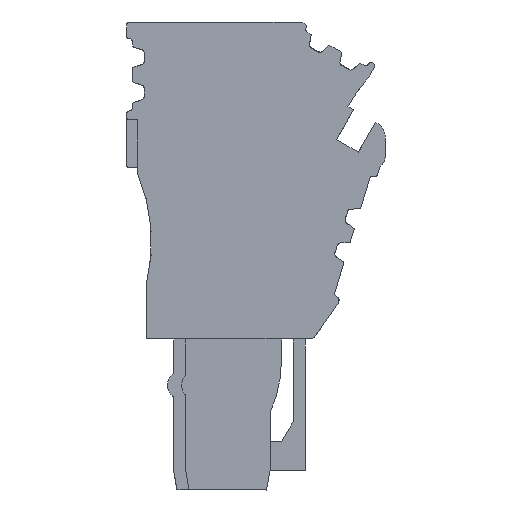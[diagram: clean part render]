
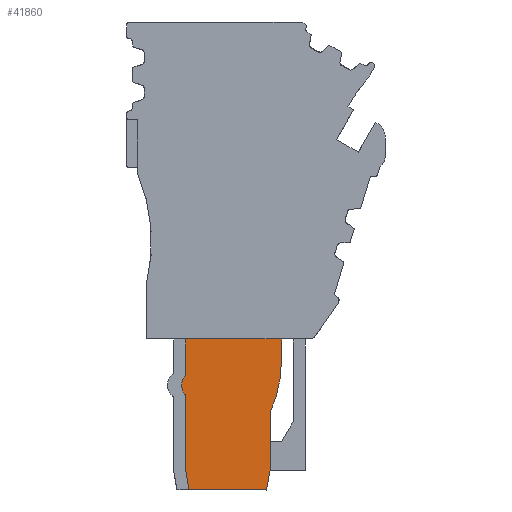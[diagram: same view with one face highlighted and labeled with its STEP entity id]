
A CAD part, left-side view. The second image highlights one B-rep face of the part: STEP entity #41860.
In plain terms, the highlighted planar face has unit normal (-1, 0, 0).
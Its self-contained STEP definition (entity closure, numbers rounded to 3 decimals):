
#41783=AXIS2_PLACEMENT_3D('Plane Axis2P3D',#41780,#41781,#41782) ;
#41801=AXIS2_PLACEMENT_3D('Circle Axis2P3D',#41799,#41800,$) ;
#41829=AXIS2_PLACEMENT_3D('Circle Axis2P3D',#41827,#41828,$) ;
#41836=AXIS2_PLACEMENT_3D('Circle Axis2P3D',#41834,#41835,$) ;
#41843=AXIS2_PLACEMENT_3D('Circle Axis2P3D',#41841,#41842,$) ;
#41525=CARTESIAN_POINT('Line Origine',(0.7,13.728,0.)) ;
#41529=CARTESIAN_POINT('Vertex',(0.7,10.35,0.)) ;
#41531=CARTESIAN_POINT('Vertex',(0.7,17.106,0.)) ;
#41598=CARTESIAN_POINT('Vertex',(0.7,10.05,1.701)) ;
#41601=CARTESIAN_POINT('Line Origine',(0.7,10.2,0.851)) ;
#41765=CARTESIAN_POINT('Vertex',(0.7,17.4,1.666)) ;
#41768=CARTESIAN_POINT('Line Origine',(0.7,17.253,0.833)) ;
#41780=CARTESIAN_POINT('Axis2P3D Location',(0.7,14.1,-0.25)) ;
#41785=CARTESIAN_POINT('Line Origine',(0.7,17.4,4.914)) ;
#41789=CARTESIAN_POINT('Vertex',(0.7,17.4,8.162)) ;
#41792=CARTESIAN_POINT('Line Origine',(0.7,10.05,4.228)) ;
#41796=CARTESIAN_POINT('Vertex',(0.7,10.05,6.755)) ;
#41799=CARTESIAN_POINT('Axis2P3D Location',(0.7,20.05,11.337)) ;
#41803=CARTESIAN_POINT('Vertex',(0.7,9.05,11.337)) ;
#41806=CARTESIAN_POINT('Line Origine',(0.7,9.05,12.244)) ;
#41810=CARTESIAN_POINT('Vertex',(0.7,9.05,13.15)) ;
#41813=CARTESIAN_POINT('Line Origine',(0.7,13.225,13.15)) ;
#41817=CARTESIAN_POINT('Vertex',(0.7,17.4,13.15)) ;
#41820=CARTESIAN_POINT('Line Origine',(0.7,17.4,11.619)) ;
#41824=CARTESIAN_POINT('Vertex',(0.7,17.4,10.088)) ;
#41827=CARTESIAN_POINT('Axis2P3D Location',(0.7,17.7,10.088)) ;
#41831=CARTESIAN_POINT('Vertex',(0.7,17.47,9.895)) ;
#41834=CARTESIAN_POINT('Axis2P3D Location',(0.7,16.55,9.125)) ;
#41838=CARTESIAN_POINT('Vertex',(0.7,17.47,8.355)) ;
#41841=CARTESIAN_POINT('Axis2P3D Location',(0.7,17.7,8.162)) ;
#41526=DIRECTION('Vector Direction',(0.,1.,0.)) ;
#41602=DIRECTION('Vector Direction',(0.,0.174,-0.985)) ;
#41769=DIRECTION('Vector Direction',(0.,0.174,0.985)) ;
#41781=DIRECTION('Axis2P3D Direction',(-1.,0.,0.)) ;
#41782=DIRECTION('Axis2P3D XDirection',(0.,1.,0.)) ;
#41786=DIRECTION('Vector Direction',(0.,0.,-1.)) ;
#41793=DIRECTION('Vector Direction',(0.,0.,-1.)) ;
#41800=DIRECTION('Axis2P3D Direction',(-1.,0.,0.)) ;
#41807=DIRECTION('Vector Direction',(0.,0.,-1.)) ;
#41814=DIRECTION('Vector Direction',(0.,-1.,0.)) ;
#41821=DIRECTION('Vector Direction',(0.,0.,-1.)) ;
#41828=DIRECTION('Axis2P3D Direction',(-1.,0.,0.)) ;
#41835=DIRECTION('Axis2P3D Direction',(-1.,0.,0.)) ;
#41842=DIRECTION('Axis2P3D Direction',(-1.,0.,0.)) ;
#41527=VECTOR('Line Direction',#41526,1.) ;
#41603=VECTOR('Line Direction',#41602,1.) ;
#41770=VECTOR('Line Direction',#41769,1.) ;
#41787=VECTOR('Line Direction',#41786,1.) ;
#41794=VECTOR('Line Direction',#41793,1.) ;
#41808=VECTOR('Line Direction',#41807,1.) ;
#41815=VECTOR('Line Direction',#41814,1.) ;
#41822=VECTOR('Line Direction',#41821,1.) ;
#41847=ORIENTED_EDGE('',*,*,#41791,.T.) ;
#41848=ORIENTED_EDGE('',*,*,#41772,.F.) ;
#41849=ORIENTED_EDGE('',*,*,#41533,.F.) ;
#41850=ORIENTED_EDGE('',*,*,#41605,.F.) ;
#41851=ORIENTED_EDGE('',*,*,#41798,.F.) ;
#41852=ORIENTED_EDGE('',*,*,#41805,.F.) ;
#41853=ORIENTED_EDGE('',*,*,#41812,.F.) ;
#41854=ORIENTED_EDGE('',*,*,#41819,.F.) ;
#41855=ORIENTED_EDGE('',*,*,#41826,.T.) ;
#41856=ORIENTED_EDGE('',*,*,#41833,.T.) ;
#41857=ORIENTED_EDGE('',*,*,#41840,.F.) ;
#41858=ORIENTED_EDGE('',*,*,#41845,.T.) ;
#41860=ADVANCED_FACE('BA ZP2.5/1AN/QV  (Startscheibe).1\\STGH ZP2.5/1AN/QV (Startscheibe WeiCos 2.5).1\\Ergebnis von  Ergebnis von  K\X2\00F6\X0\rper.20 Grundkoerper 1AN QV WeiCos 2.5mm\X2\00B2\X0\',(#41859),#41784,.T.) ;
#41802=CIRCLE('generated circle',#41801,11.) ;
#41830=CIRCLE('generated circle',#41829,0.3) ;
#41837=CIRCLE('generated circle',#41836,1.2) ;
#41844=CIRCLE('generated circle',#41843,0.3) ;
#41533=EDGE_CURVE('',#41530,#41532,#41528,.T.) ;
#41605=EDGE_CURVE('',#41599,#41530,#41604,.T.) ;
#41772=EDGE_CURVE('',#41532,#41766,#41771,.T.) ;
#41791=EDGE_CURVE('',#41790,#41766,#41788,.T.) ;
#41798=EDGE_CURVE('',#41797,#41599,#41795,.T.) ;
#41805=EDGE_CURVE('',#41804,#41797,#41802,.F.) ;
#41812=EDGE_CURVE('',#41811,#41804,#41809,.T.) ;
#41819=EDGE_CURVE('',#41818,#41811,#41816,.T.) ;
#41826=EDGE_CURVE('',#41818,#41825,#41823,.T.) ;
#41833=EDGE_CURVE('',#41825,#41832,#41830,.F.) ;
#41840=EDGE_CURVE('',#41839,#41832,#41837,.F.) ;
#41845=EDGE_CURVE('',#41839,#41790,#41844,.F.) ;
#41846=EDGE_LOOP('',(#41847,#41848,#41849,#41850,#41851,#41852,#41853,#41854,#41855,#41856,#41857,#41858)) ;
#41859=FACE_OUTER_BOUND('',#41846,.T.) ;
#41528=LINE('Line',#41525,#41527) ;
#41604=LINE('Line',#41601,#41603) ;
#41771=LINE('Line',#41768,#41770) ;
#41788=LINE('Line',#41785,#41787) ;
#41795=LINE('Line',#41792,#41794) ;
#41809=LINE('Line',#41806,#41808) ;
#41816=LINE('Line',#41813,#41815) ;
#41823=LINE('Line',#41820,#41822) ;
#41784=PLANE('',#41783) ;
#41530=VERTEX_POINT('',#41529) ;
#41532=VERTEX_POINT('',#41531) ;
#41599=VERTEX_POINT('',#41598) ;
#41766=VERTEX_POINT('',#41765) ;
#41790=VERTEX_POINT('',#41789) ;
#41797=VERTEX_POINT('',#41796) ;
#41804=VERTEX_POINT('',#41803) ;
#41811=VERTEX_POINT('',#41810) ;
#41818=VERTEX_POINT('',#41817) ;
#41825=VERTEX_POINT('',#41824) ;
#41832=VERTEX_POINT('',#41831) ;
#41839=VERTEX_POINT('',#41838) ;
